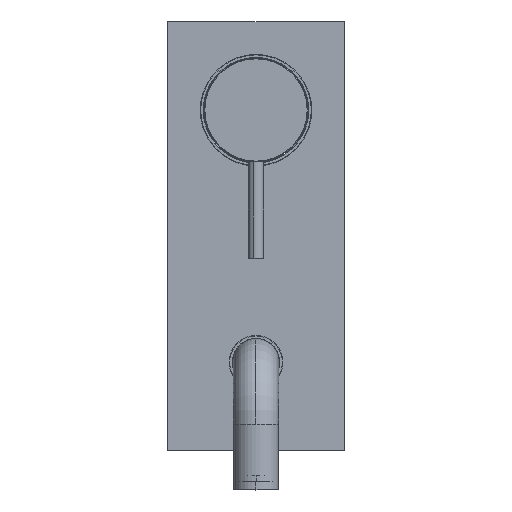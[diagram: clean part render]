
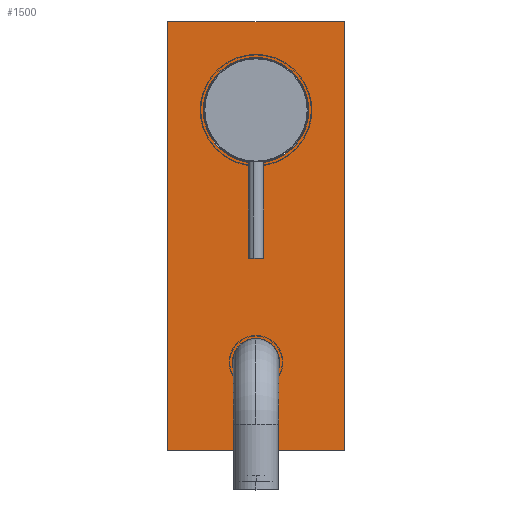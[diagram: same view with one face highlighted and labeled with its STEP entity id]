
A CAD part, top view. The second image highlights one B-rep face of the part: STEP entity #1500.
In plain terms, the highlighted face is planar.
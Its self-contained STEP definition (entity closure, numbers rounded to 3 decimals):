
#60 = VECTOR ( 'NONE', #4854, 1000. ) ;
#68 = EDGE_CURVE ( 'NONE', #3175, #3275, #2023, .T. ) ;
#182 = CARTESIAN_POINT ( 'NONE',  ( -85., -1.5, -35. ) ) ;
#351 = VECTOR ( 'NONE', #3983, 1000. ) ;
#418 = CARTESIAN_POINT ( 'NONE',  ( -50., -1.5, -9.45 ) ) ;
#468 = VERTEX_POINT ( 'NONE', #5893 ) ;
#496 = DIRECTION ( 'NONE',  ( 0., 1., 0. ) ) ;
#548 = CARTESIAN_POINT ( 'NONE',  ( 50., -1.5, 20.95 ) ) ;
#802 = VECTOR ( 'NONE', #816, 1000. ) ;
#816 = DIRECTION ( 'NONE',  ( 1., 0., 0. ) ) ;
#923 = CARTESIAN_POINT ( 'NONE',  ( 85., -1.5, 35. ) ) ;
#947 = ORIENTED_EDGE ( 'NONE', *, *, #2959, .F. ) ;
#948 = EDGE_LOOP ( 'NONE', ( #2304, #5493 ) ) ;
#965 = PLANE ( 'NONE',  #6588 ) ;
#1060 = VERTEX_POINT ( 'NONE', #548 ) ;
#1195 = LINE ( 'NONE', #5221, #351 ) ;
#1256 = CARTESIAN_POINT ( 'NONE',  ( 50., -1.5, 0. ) ) ;
#1411 = EDGE_LOOP ( 'NONE', ( #2930, #2540 ) ) ;
#1476 = FACE_BOUND ( 'NONE', #948, .T. ) ;
#1500 = ADVANCED_FACE ( 'NONE', ( #2102, #1476, #4339 ), #965, .F. ) ;
#1539 = DIRECTION ( 'NONE',  ( 0., 1., 0. ) ) ;
#1619 = VERTEX_POINT ( 'NONE', #6677 ) ;
#1681 = VERTEX_POINT ( 'NONE', #6645 ) ;
#1736 = EDGE_CURVE ( 'NONE', #3476, #1681, #6794, .T. ) ;
#1771 = CARTESIAN_POINT ( 'NONE',  ( -85., -1.5, 35. ) ) ;
#1899 = DIRECTION ( 'NONE',  ( 0., 0., 1. ) ) ;
#1904 = CIRCLE ( 'NONE', #3425, 20.95 ) ;
#1944 = EDGE_CURVE ( 'NONE', #468, #1619, #6599, .T. ) ;
#2023 = CIRCLE ( 'NONE', #7181, 9.45 ) ;
#2102 = FACE_BOUND ( 'NONE', #1411, .T. ) ;
#2272 = EDGE_CURVE ( 'NONE', #1681, #468, #5818, .T. ) ;
#2304 = ORIENTED_EDGE ( 'NONE', *, *, #4010, .T. ) ;
#2362 = EDGE_CURVE ( 'NONE', #1060, #2935, #3618, .T. ) ;
#2415 = CARTESIAN_POINT ( 'NONE',  ( 50., -1.5, 0. ) ) ;
#2540 = ORIENTED_EDGE ( 'NONE', *, *, #2362, .T. ) ;
#2564 = ORIENTED_EDGE ( 'NONE', *, *, #1736, .F. ) ;
#2690 = DIRECTION ( 'NONE',  ( 0., 0., 1. ) ) ;
#2929 = DIRECTION ( 'NONE',  ( 0., 1., 0. ) ) ;
#2930 = ORIENTED_EDGE ( 'NONE', *, *, #4567, .T. ) ;
#2935 = VERTEX_POINT ( 'NONE', #4498 ) ;
#2959 = EDGE_CURVE ( 'NONE', #1619, #3476, #1195, .T. ) ;
#2960 = DIRECTION ( 'NONE',  ( 0., 0., 1. ) ) ;
#3175 = VERTEX_POINT ( 'NONE', #6906 ) ;
#3275 = VERTEX_POINT ( 'NONE', #418 ) ;
#3425 = AXIS2_PLACEMENT_3D ( 'NONE', #2415, #2929, #1899 ) ;
#3476 = VERTEX_POINT ( 'NONE', #182 ) ;
#3509 = DIRECTION ( 'NONE',  ( 0., 1., 0. ) ) ;
#3618 = CIRCLE ( 'NONE', #7253, 20.95 ) ;
#3669 = DIRECTION ( 'NONE',  ( 0., 0., 1. ) ) ;
#3709 = CARTESIAN_POINT ( 'NONE',  ( 0., -1.5, 0. ) ) ;
#3983 = DIRECTION ( 'NONE',  ( -1., 0., 0. ) ) ;
#4008 = DIRECTION ( 'NONE',  ( 0., 0., 1. ) ) ;
#4010 = EDGE_CURVE ( 'NONE', #3275, #3175, #4161, .T. ) ;
#4086 = CARTESIAN_POINT ( 'NONE',  ( -50., -1.5, 0. ) ) ;
#4161 = CIRCLE ( 'NONE', #6162, 9.45 ) ;
#4274 = CARTESIAN_POINT ( 'NONE',  ( -50., -1.5, 0. ) ) ;
#4339 = FACE_OUTER_BOUND ( 'NONE', #5520, .T. ) ;
#4498 = CARTESIAN_POINT ( 'NONE',  ( 50., -1.5, -20.95 ) ) ;
#4567 = EDGE_CURVE ( 'NONE', #2935, #1060, #1904, .T. ) ;
#4854 = DIRECTION ( 'NONE',  ( 0., 0., -1. ) ) ;
#5117 = VECTOR ( 'NONE', #4008, 1000. ) ;
#5221 = CARTESIAN_POINT ( 'NONE',  ( 85., -1.5, -35. ) ) ;
#5440 = DIRECTION ( 'NONE',  ( 0., 0., 1. ) ) ;
#5493 = ORIENTED_EDGE ( 'NONE', *, *, #68, .T. ) ;
#5520 = EDGE_LOOP ( 'NONE', ( #2564, #947, #7208, #6934 ) ) ;
#5818 = LINE ( 'NONE', #6898, #802 ) ;
#5893 = CARTESIAN_POINT ( 'NONE',  ( 85., -1.5, 35. ) ) ;
#6072 = DIRECTION ( 'NONE',  ( 0., 1., 0. ) ) ;
#6162 = AXIS2_PLACEMENT_3D ( 'NONE', #4274, #496, #5440 ) ;
#6588 = AXIS2_PLACEMENT_3D ( 'NONE', #3709, #6072, #2690 ) ;
#6599 = LINE ( 'NONE', #923, #60 ) ;
#6645 = CARTESIAN_POINT ( 'NONE',  ( -85., -1.5, 35. ) ) ;
#6677 = CARTESIAN_POINT ( 'NONE',  ( 85., -1.5, -35. ) ) ;
#6794 = LINE ( 'NONE', #1771, #5117 ) ;
#6898 = CARTESIAN_POINT ( 'NONE',  ( 85., -1.5, 35. ) ) ;
#6906 = CARTESIAN_POINT ( 'NONE',  ( -50., -1.5, 9.45 ) ) ;
#6934 = ORIENTED_EDGE ( 'NONE', *, *, #2272, .F. ) ;
#7181 = AXIS2_PLACEMENT_3D ( 'NONE', #4086, #3509, #2960 ) ;
#7208 = ORIENTED_EDGE ( 'NONE', *, *, #1944, .F. ) ;
#7253 = AXIS2_PLACEMENT_3D ( 'NONE', #1256, #1539, #3669 ) ;
